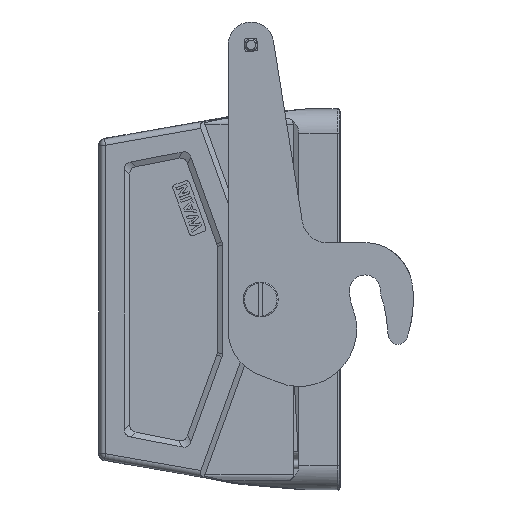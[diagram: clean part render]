
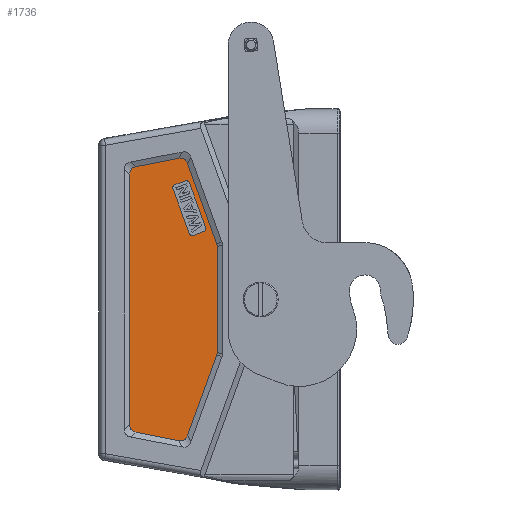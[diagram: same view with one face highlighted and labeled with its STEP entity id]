
A CAD part, left-side view. The second image highlights one B-rep face of the part: STEP entity #1736.
In plain terms, the highlighted planar face has unit normal (-1, 0, 0).
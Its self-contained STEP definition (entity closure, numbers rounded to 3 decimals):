
#262=FACE_BOUND('',#3498,.T.);
#263=FACE_BOUND('',#3499,.T.);
#760=CIRCLE('',#13652,1.);
#761=CIRCLE('',#13653,1.);
#763=CIRCLE('',#13656,1.);
#764=CIRCLE('',#13659,1.);
#767=CIRCLE('',#13662,1.);
#769=CIRCLE('',#13666,1.);
#1156=PLANE('',#13714);
#1736=ADVANCED_FACE('',(#262,#263),#1156,.T.);
#3498=EDGE_LOOP('',(#6541,#6542,#6543,#6544,#6545,#6546,#6547,#6548,#6549,
#6550));
#3499=EDGE_LOOP('',(#6551,#6552,#6553,#6554,#6555,#6556,#6557,#6558,#6559,
#6560,#6561,#6562));
#4062=B_SPLINE_CURVE_WITH_KNOTS('',3,(#23608,#23609,#23610,#23611),
 .UNSPECIFIED.,.F.,.F.,(4,4),(0.,1.),.UNSPECIFIED.);
#4063=B_SPLINE_CURVE_WITH_KNOTS('',3,(#23616,#23617,#23618,#23619),
 .UNSPECIFIED.,.F.,.F.,(4,4),(0.,1.),.UNSPECIFIED.);
#4064=B_SPLINE_CURVE_WITH_KNOTS('',3,(#23623,#23624,#23625,#23626),
 .UNSPECIFIED.,.F.,.F.,(4,4),(0.,1.),.UNSPECIFIED.);
#4065=B_SPLINE_CURVE_WITH_KNOTS('',3,(#23630,#23631,#23632,#23633),
 .UNSPECIFIED.,.F.,.F.,(4,4),(0.,1.),.UNSPECIFIED.);
#4066=B_SPLINE_CURVE_WITH_KNOTS('',3,(#23637,#23638,#23639,#23640),
 .UNSPECIFIED.,.F.,.F.,(4,4),(0.,1.),.UNSPECIFIED.);
#4067=B_SPLINE_CURVE_WITH_KNOTS('',3,(#23644,#23645,#23646,#23647),
 .UNSPECIFIED.,.F.,.F.,(4,4),(0.,1.),.UNSPECIFIED.);
#6541=ORIENTED_EDGE('',*,*,#10254,.F.);
#6542=ORIENTED_EDGE('',*,*,#10253,.F.);
#6543=ORIENTED_EDGE('',*,*,#10274,.F.);
#6544=ORIENTED_EDGE('',*,*,#10272,.F.);
#6545=ORIENTED_EDGE('',*,*,#10267,.F.);
#6546=ORIENTED_EDGE('',*,*,#10262,.F.);
#6547=ORIENTED_EDGE('',*,*,#10266,.F.);
#6548=ORIENTED_EDGE('',*,*,#10259,.F.);
#6549=ORIENTED_EDGE('',*,*,#10258,.F.);
#6550=ORIENTED_EDGE('',*,*,#10390,.F.);
#6551=ORIENTED_EDGE('',*,*,#10391,.F.);
#6552=ORIENTED_EDGE('',*,*,#10392,.F.);
#6553=ORIENTED_EDGE('',*,*,#10393,.F.);
#6554=ORIENTED_EDGE('',*,*,#10394,.F.);
#6555=ORIENTED_EDGE('',*,*,#10395,.F.);
#6556=ORIENTED_EDGE('',*,*,#10396,.F.);
#6557=ORIENTED_EDGE('',*,*,#10397,.F.);
#6558=ORIENTED_EDGE('',*,*,#10398,.F.);
#6559=ORIENTED_EDGE('',*,*,#10399,.F.);
#6560=ORIENTED_EDGE('',*,*,#10400,.F.);
#6561=ORIENTED_EDGE('',*,*,#10401,.F.);
#6562=ORIENTED_EDGE('',*,*,#10402,.F.);
#8637=VERTEX_POINT('',#23320);
#8640=VERTEX_POINT('',#23326);
#8641=VERTEX_POINT('',#23328);
#8643=VERTEX_POINT('',#23333);
#8645=VERTEX_POINT('',#23337);
#8646=VERTEX_POINT('',#23341);
#8648=VERTEX_POINT('',#23347);
#8649=VERTEX_POINT('',#23348);
#8652=VERTEX_POINT('',#23357);
#8655=VERTEX_POINT('',#23364);
#8732=VERTEX_POINT('',#23612);
#8733=VERTEX_POINT('',#23613);
#8734=VERTEX_POINT('',#23615);
#8735=VERTEX_POINT('',#23620);
#8736=VERTEX_POINT('',#23622);
#8737=VERTEX_POINT('',#23627);
#8738=VERTEX_POINT('',#23629);
#8739=VERTEX_POINT('',#23634);
#8740=VERTEX_POINT('',#23636);
#8741=VERTEX_POINT('',#23641);
#8742=VERTEX_POINT('',#23643);
#8743=VERTEX_POINT('',#23648);
#10253=EDGE_CURVE('',#8640,#8641,#760,.T.);
#10254=EDGE_CURVE('',#8641,#8637,#761,.T.);
#10258=EDGE_CURVE('',#8645,#8643,#763,.T.);
#10259=EDGE_CURVE('',#8643,#8646,#11491,.T.);
#10262=EDGE_CURVE('',#8648,#8649,#764,.T.);
#10266=EDGE_CURVE('',#8646,#8648,#767,.T.);
#10267=EDGE_CURVE('',#8649,#8652,#11495,.T.);
#10272=EDGE_CURVE('',#8652,#8655,#769,.T.);
#10274=EDGE_CURVE('',#8655,#8640,#11500,.T.);
#10390=EDGE_CURVE('',#8637,#8645,#11616,.T.);
#10391=EDGE_CURVE('',#8732,#8733,#4062,.T.);
#10392=EDGE_CURVE('',#8734,#8732,#11617,.T.);
#10393=EDGE_CURVE('',#8735,#8734,#4063,.T.);
#10394=EDGE_CURVE('',#8736,#8735,#11618,.T.);
#10395=EDGE_CURVE('',#8737,#8736,#4064,.T.);
#10396=EDGE_CURVE('',#8738,#8737,#11619,.T.);
#10397=EDGE_CURVE('',#8739,#8738,#4065,.T.);
#10398=EDGE_CURVE('',#8740,#8739,#11620,.T.);
#10399=EDGE_CURVE('',#8741,#8740,#4066,.T.);
#10400=EDGE_CURVE('',#8742,#8741,#11621,.T.);
#10401=EDGE_CURVE('',#8743,#8742,#4067,.T.);
#10402=EDGE_CURVE('',#8733,#8743,#11622,.T.);
#11491=LINE('',#23340,#12409);
#11495=LINE('',#23356,#12413);
#11500=LINE('',#23369,#12418);
#11616=LINE('',#23606,#12534);
#11617=LINE('',#23614,#12535);
#11618=LINE('',#23621,#12536);
#11619=LINE('',#23628,#12537);
#11620=LINE('',#23635,#12538);
#11621=LINE('',#23642,#12539);
#11622=LINE('',#23649,#12540);
#12409=VECTOR('',#16145,1.);
#12413=VECTOR('',#16161,1.);
#12418=VECTOR('',#16174,1.);
#12534=VECTOR('',#16380,1.);
#12535=VECTOR('',#16383,1.);
#12536=VECTOR('',#16384,1.);
#12537=VECTOR('',#16385,1.);
#12538=VECTOR('',#16386,1.);
#12539=VECTOR('',#16387,1.);
#12540=VECTOR('',#16388,1.);
#13652=AXIS2_PLACEMENT_3D('',#23327,#16131,#16132);
#13653=AXIS2_PLACEMENT_3D('',#23329,#16133,#16134);
#13656=AXIS2_PLACEMENT_3D('',#23338,#16141,#16142);
#13659=AXIS2_PLACEMENT_3D('',#23346,#16150,#16151);
#13662=AXIS2_PLACEMENT_3D('',#23354,#16157,#16158);
#13666=AXIS2_PLACEMENT_3D('',#23366,#16169,#16170);
#13714=AXIS2_PLACEMENT_3D('',#23650,#16389,#16390);
#16131=DIRECTION('',(-1.,0.,0.));
#16132=DIRECTION('',(0.,-0.342,-0.94));
#16133=DIRECTION('',(-1.,0.,0.));
#16134=DIRECTION('',(0.,-1.,0.));
#16141=DIRECTION('',(-1.,0.,0.));
#16142=DIRECTION('',(0.,-0.94,0.342));
#16145=DIRECTION('',(0.,0.94,-0.342));
#16150=DIRECTION('',(-1.,0.,0.));
#16151=DIRECTION('',(0.,1.,0.));
#16157=DIRECTION('',(-1.,0.,0.));
#16158=DIRECTION('',(0.,0.342,0.94));
#16161=DIRECTION('',(0.,-0.342,-0.94));
#16169=DIRECTION('',(-1.,0.,0.));
#16170=DIRECTION('',(0.,0.94,-0.342));
#16174=DIRECTION('',(0.,-0.94,0.342));
#16380=DIRECTION('',(0.,0.342,0.94));
#16383=DIRECTION('',(0.,0.,1.));
#16384=DIRECTION('',(0.,0.982,0.19));
#16385=DIRECTION('',(0.,0.342,-0.94));
#16386=DIRECTION('',(0.,0.,-1.));
#16387=DIRECTION('',(0.,-0.342,-0.94));
#16388=DIRECTION('',(0.,-0.982,0.19));
#16389=DIRECTION('',(-1.,0.,0.));
#16390=DIRECTION('',(0.,-1.,0.));
#23320=CARTESIAN_POINT('',(-21.5,-12.266,22.663));
#23326=CARTESIAN_POINT('',(-21.5,-11.668,21.382));
#23327=CARTESIAN_POINT('',(-21.5,-11.326,22.321));
#23328=CARTESIAN_POINT('',(-21.5,-12.326,22.321));
#23329=CARTESIAN_POINT('',(-21.5,-11.326,22.321));
#23333=CARTESIAN_POINT('',(-21.5,-5.854,37.356));
#23337=CARTESIAN_POINT('',(-21.5,-7.136,36.759));
#23338=CARTESIAN_POINT('',(-21.5,-6.196,36.417));
#23340=CARTESIAN_POINT('',(-21.5,-5.854,37.356));
#23341=CARTESIAN_POINT('',(-21.5,-2.565,36.159));
#23346=CARTESIAN_POINT('',(-21.5,-2.907,35.22));
#23347=CARTESIAN_POINT('',(-21.5,-1.907,35.22));
#23348=CARTESIAN_POINT('',(-21.5,-1.967,34.878));
#23354=CARTESIAN_POINT('',(-21.5,-2.907,35.22));
#23356=CARTESIAN_POINT('',(-21.5,-1.967,34.878));
#23357=CARTESIAN_POINT('',(-21.5,-7.098,20.782));
#23364=CARTESIAN_POINT('',(-21.5,-8.379,20.185));
#23366=CARTESIAN_POINT('',(-21.5,-8.037,21.124));
#23369=CARTESIAN_POINT('',(-21.5,-8.379,20.185));
#23606=CARTESIAN_POINT('',(-21.5,-12.266,22.663));
#23608=CARTESIAN_POINT('',(-21.5,11.683,39.405));
#23609=CARTESIAN_POINT('',(-21.5,11.683,40.769));
#23610=CARTESIAN_POINT('',(-21.5,10.997,41.601));
#23611=CARTESIAN_POINT('',(-21.5,9.658,41.859));
#23612=CARTESIAN_POINT('',(-21.5,11.683,39.405));
#23613=CARTESIAN_POINT('',(-21.5,9.658,41.859));
#23614=CARTESIAN_POINT('',(-21.5,11.683,-39.405));
#23615=CARTESIAN_POINT('',(-21.5,11.683,-39.405));
#23616=CARTESIAN_POINT('',(-21.5,9.658,-41.859));
#23617=CARTESIAN_POINT('',(-21.5,10.997,-41.601));
#23618=CARTESIAN_POINT('',(-21.5,11.683,-40.769));
#23619=CARTESIAN_POINT('',(-21.5,11.683,-39.405));
#23620=CARTESIAN_POINT('',(-21.5,9.658,-41.859));
#23621=CARTESIAN_POINT('',(-21.5,-3.695,-44.439));
#23622=CARTESIAN_POINT('',(-21.5,-3.695,-44.439));
#23623=CARTESIAN_POINT('',(-21.5,-6.519,-42.839));
#23624=CARTESIAN_POINT('',(-21.5,-6.037,-44.164));
#23625=CARTESIAN_POINT('',(-21.5,-5.079,-44.706));
#23626=CARTESIAN_POINT('',(-21.5,-3.695,-44.439));
#23627=CARTESIAN_POINT('',(-21.5,-6.519,-42.839));
#23628=CARTESIAN_POINT('',(-21.5,-15.702,-17.609));
#23629=CARTESIAN_POINT('',(-21.5,-15.702,-17.609));
#23630=CARTESIAN_POINT('',(-21.5,-15.853,-16.754));
#23631=CARTESIAN_POINT('',(-21.5,-15.853,-17.047));
#23632=CARTESIAN_POINT('',(-21.5,-15.802,-17.333));
#23633=CARTESIAN_POINT('',(-21.5,-15.702,-17.609));
#23634=CARTESIAN_POINT('',(-21.5,-15.853,-16.754));
#23635=CARTESIAN_POINT('',(-21.5,-15.853,16.754));
#23636=CARTESIAN_POINT('',(-21.5,-15.853,16.754));
#23637=CARTESIAN_POINT('',(-21.5,-15.702,17.609));
#23638=CARTESIAN_POINT('',(-21.5,-15.802,17.333));
#23639=CARTESIAN_POINT('',(-21.5,-15.853,17.047));
#23640=CARTESIAN_POINT('',(-21.5,-15.853,16.754));
#23641=CARTESIAN_POINT('',(-21.5,-15.702,17.609));
#23642=CARTESIAN_POINT('',(-21.5,-6.519,42.839));
#23643=CARTESIAN_POINT('',(-21.5,-6.519,42.839));
#23644=CARTESIAN_POINT('',(-21.5,-3.695,44.439));
#23645=CARTESIAN_POINT('',(-21.5,-5.079,44.706));
#23646=CARTESIAN_POINT('',(-21.5,-6.037,44.164));
#23647=CARTESIAN_POINT('',(-21.5,-6.519,42.839));
#23648=CARTESIAN_POINT('',(-21.5,-3.695,44.439));
#23649=CARTESIAN_POINT('',(-21.5,9.658,41.859));
#23650=CARTESIAN_POINT('',(-21.5,-17.585,48.886));
